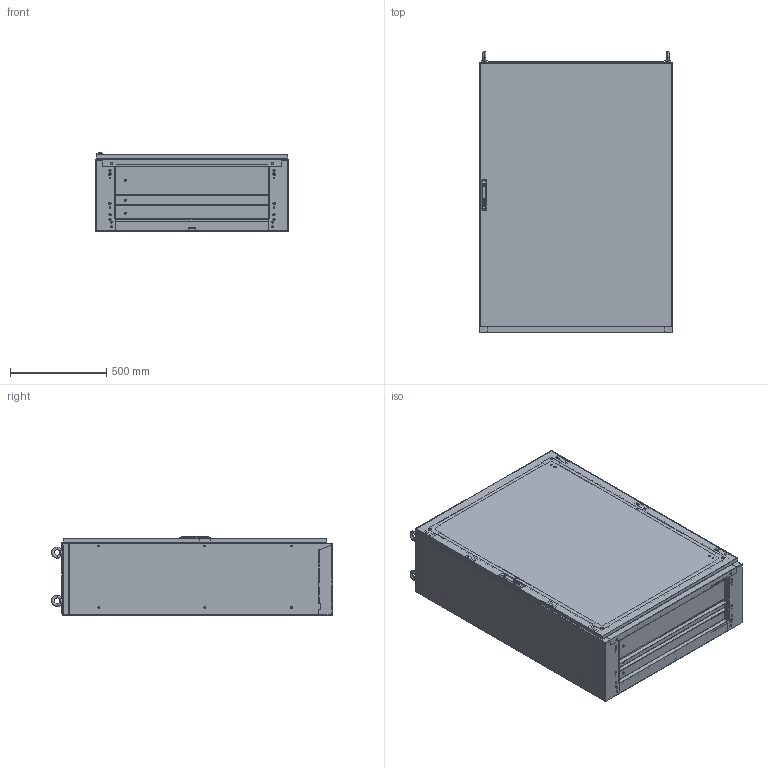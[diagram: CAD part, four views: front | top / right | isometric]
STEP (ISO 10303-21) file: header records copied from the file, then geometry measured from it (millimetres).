
FILE_DESCRIPTION (( 'STEP AP214' ), '1' );
FILE_NAME ('0390-1014-40-07.step', '2022-07-28T11:01:08', ( '' ), ( '' ), 'SwSTEP 2.0', 'SolidWorks 2019', '' );
FILE_SCHEMA (( 'AUTOMOTIVE_DESIGN' ));
Length unit declared in the file: millimetre
Products named in the file (5): 0390-1014-40-07; Dachplatte_ss_0390-1000-40-07; TuerR_s_0395-1014-00-97; Bodenplattensatz_s_0396-1000-40-03; Korpus_ss_1014-40
Assembly tree (4 placements, depth 2):
  0390-1014-40-07
    Korpus_ss_1014-40
    TuerR_s_0395-1014-00-97
    Dachplatte_ss_0390-1000-40-07
    Bodenplattensatz_s_0396-1000-40-03
Bounding box: 1000 x 1457.99 x 407.5 mm (x, y, z)
Volume: 10816725.3 mm3; surface area: 11849851.1 mm2
Topology: 42 solids, 42 shells, 4109 faces, 10814 edges, 7148 vertices
Faces by surface type: plane 2247, cylinder 1652, cone 172, torus 24, bspline 14
Entity records: 156543 total; most frequent: CARTESIAN_POINT 24071, DIRECTION 22330, ORIENTED_EDGE 21628, EDGE_CURVE 10814, AXIS2_PLACEMENT_3D 7683, VERTEX_POINT 7148, VECTOR 6964, LINE 6964
